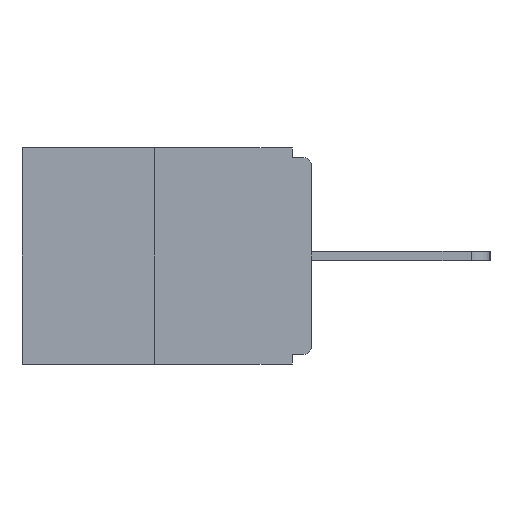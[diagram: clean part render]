
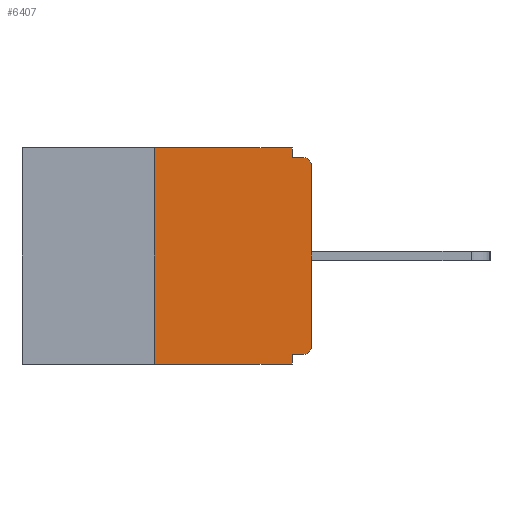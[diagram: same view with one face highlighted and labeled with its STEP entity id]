
A CAD part, left-side view. The second image highlights one B-rep face of the part: STEP entity #6407.
In plain terms, the highlighted planar face has unit normal (-1, 0, 0).
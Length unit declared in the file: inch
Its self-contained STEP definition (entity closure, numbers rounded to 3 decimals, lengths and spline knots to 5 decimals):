
#596 = VERTEX_POINT ( 'NONE', #21722 ) ;
#668 = VECTOR ( 'NONE', #1400, 39.37008 ) ;
#780 = LINE ( 'NONE', #16331, #10728 ) ;
#842 = ORIENTED_EDGE ( 'NONE', *, *, #20554, .F. ) ;
#1003 = CARTESIAN_POINT ( 'NONE',  ( 0., 0.031, -0.343 ) ) ;
#1150 = DIRECTION ( 'NONE',  ( 0., 0., 1. ) ) ;
#1304 = LINE ( 'NONE', #13227, #668 ) ;
#1400 = DIRECTION ( 'NONE',  ( 0., 1., 0. ) ) ;
#1734 = CARTESIAN_POINT ( 'NONE',  ( 0., 0.031, -0.328 ) ) ;
#2111 = EDGE_CURVE ( 'NONE', #18462, #11526, #6073, .T. ) ;
#2264 = CARTESIAN_POINT ( 'NONE',  ( 0., 0., -0.313 ) ) ;
#2399 = CARTESIAN_POINT ( 'NONE',  ( 0., 0.015, -0.03 ) ) ;
#2714 = VERTEX_POINT ( 'NONE', #13195 ) ;
#2864 = DIRECTION ( 'NONE',  ( 0., 0., -1. ) ) ;
#2892 = VECTOR ( 'NONE', #14471, 39.37008 ) ;
#3911 = CARTESIAN_POINT ( 'NONE',  ( 0., 0.015, -0.015 ) ) ;
#4029 = ORIENTED_EDGE ( 'NONE', *, *, #21666, .T. ) ;
#4710 = DIRECTION ( 'NONE',  ( 0., -1., 0. ) ) ;
#4862 = CARTESIAN_POINT ( 'NONE',  ( 0., 0.031, -0.343 ) ) ;
#5031 = VECTOR ( 'NONE', #2864, 39.37008 ) ;
#5056 = AXIS2_PLACEMENT_3D ( 'NONE', #9664, #23149, #11657 ) ;
#5261 = CARTESIAN_POINT ( 'NONE',  ( 0., 0.46, -0.343 ) ) ;
#5457 = AXIS2_PLACEMENT_3D ( 'NONE', #7150, #7185, #20907 ) ;
#6073 = CIRCLE ( 'NONE', #5457, 0.015 ) ;
#6083 = EDGE_CURVE ( 'NONE', #15140, #6454, #780, .T. ) ;
#6245 = LINE ( 'NONE', #11045, #11515 ) ;
#6407 = ADVANCED_FACE ( 'NONE', ( #18246 ), #19282, .F. ) ;
#6454 = VERTEX_POINT ( 'NONE', #3911 ) ;
#7010 = LINE ( 'NONE', #23712, #20641 ) ;
#7150 = CARTESIAN_POINT ( 'NONE',  ( 0., 0.015, -0.313 ) ) ;
#7164 = DIRECTION ( 'NONE',  ( 0., -1., 0. ) ) ;
#7185 = DIRECTION ( 'NONE',  ( -1., 0., 0. ) ) ;
#8425 = EDGE_CURVE ( 'NONE', #596, #15140, #13340, .T. ) ;
#8527 = VECTOR ( 'NONE', #22941, 39.37008 ) ;
#9270 = ORIENTED_EDGE ( 'NONE', *, *, #24736, .T. ) ;
#9664 = CARTESIAN_POINT ( 'NONE',  ( 0., 0.46, 0. ) ) ;
#9720 = EDGE_CURVE ( 'NONE', #18469, #19235, #10872, .T. ) ;
#9753 = CARTESIAN_POINT ( 'NONE',  ( 0., 0., -0.03 ) ) ;
#10113 = LINE ( 'NONE', #5261, #20377 ) ;
#10253 = DIRECTION ( 'NONE',  ( 0., 0., 1. ) ) ;
#10728 = VECTOR ( 'NONE', #4710, 39.37008 ) ;
#10872 = LINE ( 'NONE', #4862, #5031 ) ;
#11045 = CARTESIAN_POINT ( 'NONE',  ( 0., 0., 0. ) ) ;
#11515 = VECTOR ( 'NONE', #1150, 39.37008 ) ;
#11526 = VERTEX_POINT ( 'NONE', #2264 ) ;
#11657 = DIRECTION ( 'NONE',  ( 0., 0., -1. ) ) ;
#11895 = VERTEX_POINT ( 'NONE', #9753 ) ;
#12023 = ORIENTED_EDGE ( 'NONE', *, *, #13634, .F. ) ;
#12361 = EDGE_CURVE ( 'NONE', #2714, #19235, #10113, .T. ) ;
#12632 = ORIENTED_EDGE ( 'NONE', *, *, #9720, .F. ) ;
#13195 = CARTESIAN_POINT ( 'NONE',  ( 0., 0.25, -0.343 ) ) ;
#13223 = ORIENTED_EDGE ( 'NONE', *, *, #15219, .F. ) ;
#13227 = CARTESIAN_POINT ( 'NONE',  ( 0., 0., -0.328 ) ) ;
#13340 = LINE ( 'NONE', #24070, #2892 ) ;
#13634 = EDGE_CURVE ( 'NONE', #2714, #21576, #7010, .T. ) ;
#14277 = LINE ( 'NONE', #21015, #8527 ) ;
#14471 = DIRECTION ( 'NONE',  ( 0., 0., -1. ) ) ;
#15140 = VERTEX_POINT ( 'NONE', #20621 ) ;
#15219 = EDGE_CURVE ( 'NONE', #18462, #18469, #1304, .T. ) ;
#15592 = ORIENTED_EDGE ( 'NONE', *, *, #8425, .F. ) ;
#16031 = DIRECTION ( 'NONE',  ( -1., 0., 0. ) ) ;
#16331 = CARTESIAN_POINT ( 'NONE',  ( 0., 0., -0.015 ) ) ;
#17574 = DIRECTION ( 'NONE',  ( 0., 0., -1. ) ) ;
#18246 = FACE_OUTER_BOUND ( 'NONE', #22334, .T. ) ;
#18462 = VERTEX_POINT ( 'NONE', #25009 ) ;
#18469 = VERTEX_POINT ( 'NONE', #1734 ) ;
#19235 = VERTEX_POINT ( 'NONE', #1003 ) ;
#19282 = PLANE ( 'NONE',  #5056 ) ;
#19990 = AXIS2_PLACEMENT_3D ( 'NONE', #2399, #16031, #17574 ) ;
#20377 = VECTOR ( 'NONE', #7164, 39.37008 ) ;
#20390 = CARTESIAN_POINT ( 'NONE',  ( 0., 0.25, 0. ) ) ;
#20554 = EDGE_CURVE ( 'NONE', #21576, #596, #14277, .T. ) ;
#20621 = CARTESIAN_POINT ( 'NONE',  ( 0., 0.031, -0.015 ) ) ;
#20641 = VECTOR ( 'NONE', #10253, 39.37008 ) ;
#20907 = DIRECTION ( 'NONE',  ( 0., 0., -1. ) ) ;
#21015 = CARTESIAN_POINT ( 'NONE',  ( 0., 0.46, 0. ) ) ;
#21576 = VERTEX_POINT ( 'NONE', #20390 ) ;
#21666 = EDGE_CURVE ( 'NONE', #11526, #11895, #6245, .T. ) ;
#21722 = CARTESIAN_POINT ( 'NONE',  ( 0., 0.031, 0. ) ) ;
#22207 = ORIENTED_EDGE ( 'NONE', *, *, #12361, .T. ) ;
#22334 = EDGE_LOOP ( 'NONE', ( #842, #12023, #22207, #12632, #13223, #23428, #4029, #9270, #24633, #15592 ) ) ;
#22941 = DIRECTION ( 'NONE',  ( 0., -1., 0. ) ) ;
#23092 = CIRCLE ( 'NONE', #19990, 0.015 ) ;
#23149 = DIRECTION ( 'NONE',  ( 1., 0., 0. ) ) ;
#23428 = ORIENTED_EDGE ( 'NONE', *, *, #2111, .T. ) ;
#23712 = CARTESIAN_POINT ( 'NONE',  ( 0., 0.25, 0. ) ) ;
#24070 = CARTESIAN_POINT ( 'NONE',  ( 0., 0.031, 0. ) ) ;
#24633 = ORIENTED_EDGE ( 'NONE', *, *, #6083, .F. ) ;
#24736 = EDGE_CURVE ( 'NONE', #11895, #6454, #23092, .T. ) ;
#25009 = CARTESIAN_POINT ( 'NONE',  ( 0., 0.015, -0.328 ) ) ;
